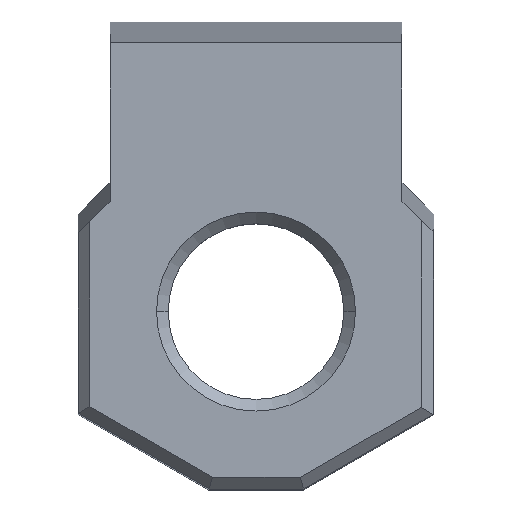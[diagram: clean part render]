
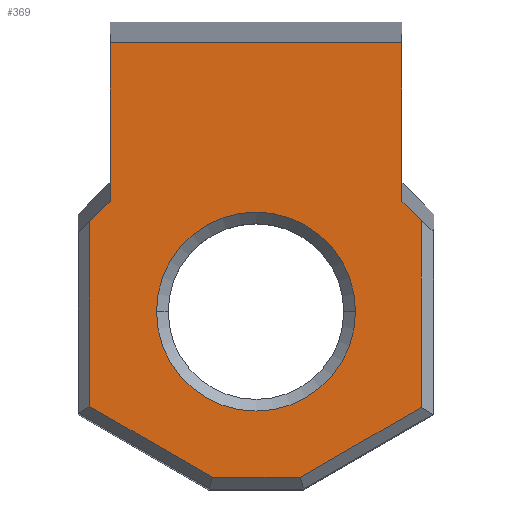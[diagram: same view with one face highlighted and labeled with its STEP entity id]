
A CAD part, top view. The second image highlights one B-rep face of the part: STEP entity #369.
In plain terms, the highlighted planar face has unit normal (0, 0, 1).
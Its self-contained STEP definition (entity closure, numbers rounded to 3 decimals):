
#11 = DIRECTION ( 'NONE',  ( 0.71, -0.704, 0. ) ) ;
#16 = CARTESIAN_POINT ( 'NONE',  ( -2.84, 0., 6.997 ) ) ;
#17 = CARTESIAN_POINT ( 'NONE',  ( 0., 3.04, 6.997 ) ) ;
#19 = CARTESIAN_POINT ( 'NONE',  ( 2.825, 4.729, 6.997 ) ) ;
#25 = EDGE_CURVE ( 'NONE', #766, #275, #861, .T. ) ;
#43 = ORIENTED_EDGE ( 'NONE', *, *, #544, .T. ) ;
#48 = EDGE_CURVE ( 'NONE', #996, #108, #426, .T. ) ;
#68 = EDGE_CURVE ( 'NONE', #610, #428, #90, .T. ) ;
#70 = LINE ( 'NONE', #485, #252 ) ;
#89 = VECTOR ( 'NONE', #1041, 1000. ) ;
#90 = CIRCLE ( 'NONE', #308, 1.7 ) ;
#96 = LINE ( 'NONE', #508, #449 ) ;
#103 = ORIENTED_EDGE ( 'NONE', *, *, #1065, .F. ) ;
#108 = VERTEX_POINT ( 'NONE', #123 ) ;
#112 = ORIENTED_EDGE ( 'NONE', *, *, #828, .F. ) ;
#119 = CARTESIAN_POINT ( 'NONE',  ( 3.695, 3.729, 6.997 ) ) ;
#123 = CARTESIAN_POINT ( 'NONE',  ( 2.825, 4.591, 6.997 ) ) ;
#183 = CARTESIAN_POINT ( 'NONE',  ( -2.84, 4.576, 6.997 ) ) ;
#205 = VERTEX_POINT ( 'NONE', #459 ) ;
#211 = ORIENTED_EDGE ( 'NONE', *, *, #905, .T. ) ;
#239 = DIRECTION ( 'NONE',  ( 0.866, -0.5, 0. ) ) ;
#252 = VECTOR ( 'NONE', #859, 1000. ) ;
#275 = VERTEX_POINT ( 'NONE', #660 ) ;
#278 = CARTESIAN_POINT ( 'NONE',  ( 0., 0., 6.997 ) ) ;
#281 = ORIENTED_EDGE ( 'NONE', *, *, #988, .T. ) ;
#293 = CARTESIAN_POINT ( 'NONE',  ( 1.7, 3.04, 6.997 ) ) ;
#303 = EDGE_CURVE ( 'NONE', #1017, #205, #1106, .T. ) ;
#308 = AXIS2_PLACEMENT_3D ( 'NONE', #17, #432, #817 ) ;
#317 = DIRECTION ( 'NONE',  ( 1., 0., 0. ) ) ;
#323 = EDGE_LOOP ( 'NONE', ( #112, #43, #372, #398, #211, #281, #612, #103, #930, #473 ) ) ;
#327 = DIRECTION ( 'NONE',  ( 1., 0., 0. ) ) ;
#339 = CARTESIAN_POINT ( 'NONE',  ( -1.7, 3.04, 6.997 ) ) ;
#356 = VECTOR ( 'NONE', #327, 1000. ) ;
#358 = VECTOR ( 'NONE', #436, 1000. ) ;
#369 = ADVANCED_FACE ( 'NONE', ( #480, #771 ), #1115, .T. ) ;
#372 = ORIENTED_EDGE ( 'NONE', *, *, #25, .T. ) ;
#380 = VECTOR ( 'NONE', #317, 1000. ) ;
#391 = ORIENTED_EDGE ( 'NONE', *, *, #915, .T. ) ;
#398 = ORIENTED_EDGE ( 'NONE', *, *, #991, .T. ) ;
#410 = VERTEX_POINT ( 'NONE', #493 ) ;
#413 = DIRECTION ( 'NONE',  ( 0., 0., -1. ) ) ;
#426 = LINE ( 'NONE', #119, #517 ) ;
#428 = VERTEX_POINT ( 'NONE', #293 ) ;
#430 = DIRECTION ( 'NONE',  ( 0., -1., 0. ) ) ;
#432 = DIRECTION ( 'NONE',  ( 0., 0., -1. ) ) ;
#436 = DIRECTION ( 'NONE',  ( 0., 1., 0. ) ) ;
#442 = CARTESIAN_POINT ( 'NONE',  ( -2.494, 4.919, 6.997 ) ) ;
#449 = VECTOR ( 'NONE', #883, 1000. ) ;
#459 = CARTESIAN_POINT ( 'NONE',  ( -2.494, 7.633, 6.997 ) ) ;
#466 = AXIS2_PLACEMENT_3D ( 'NONE', #1218, #413, #797 ) ;
#473 = ORIENTED_EDGE ( 'NONE', *, *, #303, .F. ) ;
#480 = FACE_OUTER_BOUND ( 'NONE', #323, .T. ) ;
#481 = CIRCLE ( 'NONE', #466, 1.7 ) ;
#485 = CARTESIAN_POINT ( 'NONE',  ( 2.494, 0., 6.997 ) ) ;
#493 = CARTESIAN_POINT ( 'NONE',  ( 0.758, 0.21, 6.997 ) ) ;
#508 = CARTESIAN_POINT ( 'NONE',  ( 2.924, 1.46, 6.997 ) ) ;
#517 = VECTOR ( 'NONE', #11, 1000. ) ;
#544 = EDGE_CURVE ( 'NONE', #1105, #766, #896, .T. ) ;
#568 = CARTESIAN_POINT ( 'NONE',  ( -2.494, 0., 6.997 ) ) ;
#610 = VERTEX_POINT ( 'NONE', #339 ) ;
#612 = ORIENTED_EDGE ( 'NONE', *, *, #48, .F. ) ;
#616 = CARTESIAN_POINT ( 'NONE',  ( 2.494, 7.633, 6.997 ) ) ;
#642 = CARTESIAN_POINT ( 'NONE',  ( -0.699, 0.183, 6.997 ) ) ;
#660 = CARTESIAN_POINT ( 'NONE',  ( -0.744, 0.21, 6.997 ) ) ;
#673 = DIRECTION ( 'NONE',  ( 0., 0., 1. ) ) ;
#678 = VECTOR ( 'NONE', #430, 1000. ) ;
#682 = CARTESIAN_POINT ( 'NONE',  ( -3.695, 3.729, 6.997 ) ) ;
#709 = VERTEX_POINT ( 'NONE', #760 ) ;
#718 = ORIENTED_EDGE ( 'NONE', *, *, #68, .T. ) ;
#760 = CARTESIAN_POINT ( 'NONE',  ( 2.825, 1.403, 6.997 ) ) ;
#766 = VERTEX_POINT ( 'NONE', #860 ) ;
#771 = FACE_BOUND ( 'NONE', #837, .T. ) ;
#782 = AXIS2_PLACEMENT_3D ( 'NONE', #278, #673, #1033 ) ;
#797 = DIRECTION ( 'NONE',  ( 1., 0., 0. ) ) ;
#805 = VECTOR ( 'NONE', #931, 1000. ) ;
#809 = LINE ( 'NONE', #1147, #380 ) ;
#817 = DIRECTION ( 'NONE',  ( 1., 0., 0. ) ) ;
#819 = LINE ( 'NONE', #1159, #356 ) ;
#828 = EDGE_CURVE ( 'NONE', #1105, #1017, #1204, .T. ) ;
#837 = EDGE_LOOP ( 'NONE', ( #391, #718 ) ) ;
#845 = VECTOR ( 'NONE', #239, 1000. ) ;
#859 = DIRECTION ( 'NONE',  ( 0., -1., 0. ) ) ;
#860 = CARTESIAN_POINT ( 'NONE',  ( -2.84, 1.42, 6.997 ) ) ;
#861 = LINE ( 'NONE', #642, #845 ) ;
#883 = DIRECTION ( 'NONE',  ( 0.866, 0.5, 0. ) ) ;
#896 = LINE ( 'NONE', #16, #678 ) ;
#898 = LINE ( 'NONE', #19, #358 ) ;
#905 = EDGE_CURVE ( 'NONE', #410, #709, #96, .T. ) ;
#915 = EDGE_CURVE ( 'NONE', #428, #610, #481, .T. ) ;
#930 = ORIENTED_EDGE ( 'NONE', *, *, #934, .F. ) ;
#931 = DIRECTION ( 'NONE',  ( 0., 1., 0. ) ) ;
#934 = EDGE_CURVE ( 'NONE', #205, #954, #809, .T. ) ;
#954 = VERTEX_POINT ( 'NONE', #616 ) ;
#988 = EDGE_CURVE ( 'NONE', #709, #108, #898, .T. ) ;
#991 = EDGE_CURVE ( 'NONE', #275, #410, #819, .T. ) ;
#996 = VERTEX_POINT ( 'NONE', #1070 ) ;
#1017 = VERTEX_POINT ( 'NONE', #442 ) ;
#1033 = DIRECTION ( 'NONE',  ( 1., 0., 0. ) ) ;
#1041 = DIRECTION ( 'NONE',  ( 0.71, 0.704, 0. ) ) ;
#1065 = EDGE_CURVE ( 'NONE', #954, #996, #70, .T. ) ;
#1070 = CARTESIAN_POINT ( 'NONE',  ( 2.494, 4.919, 6.997 ) ) ;
#1105 = VERTEX_POINT ( 'NONE', #183 ) ;
#1106 = LINE ( 'NONE', #568, #805 ) ;
#1115 = PLANE ( 'NONE',  #782 ) ;
#1147 = CARTESIAN_POINT ( 'NONE',  ( 0., 7.633, 6.997 ) ) ;
#1159 = CARTESIAN_POINT ( 'NONE',  ( 0.812, 0.21, 6.997 ) ) ;
#1204 = LINE ( 'NONE', #682, #89 ) ;
#1218 = CARTESIAN_POINT ( 'NONE',  ( 0., 3.04, 6.997 ) ) ;
